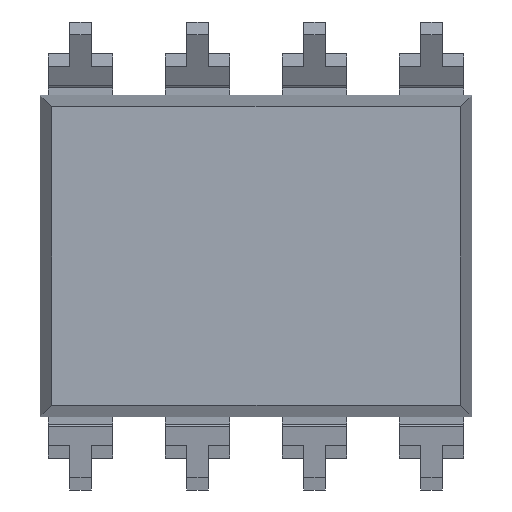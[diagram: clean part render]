
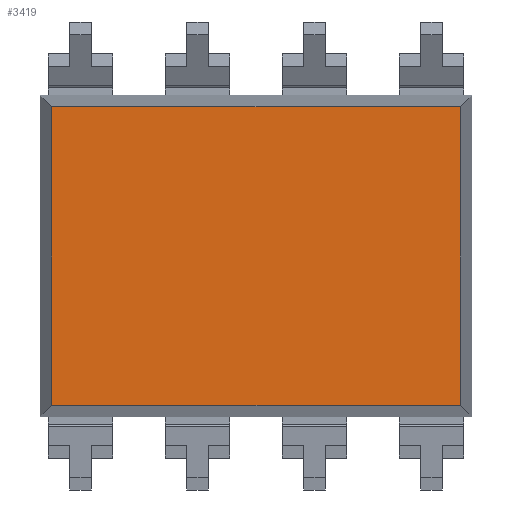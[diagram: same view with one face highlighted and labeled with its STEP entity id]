
A CAD part, front view. The second image highlights one B-rep face of the part: STEP entity #3419.
In plain terms, the highlighted planar face has unit normal (0, -1, 0).
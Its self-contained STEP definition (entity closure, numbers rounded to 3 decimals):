
#31 = PLANE ( 'NONE',  #406 ) ;
#50 = CARTESIAN_POINT ( 'NONE',  ( 0., 0.38, 0. ) ) ;
#203 = LINE ( 'NONE', #571, #901 ) ;
#208 = DIRECTION ( 'NONE',  ( -1., 0., 0. ) ) ;
#351 = CARTESIAN_POINT ( 'NONE',  ( 4.43, 0.38, 3.235 ) ) ;
#406 = AXIS2_PLACEMENT_3D ( 'NONE', #50, #943, #1839 ) ;
#539 = VERTEX_POINT ( 'NONE', #351 ) ;
#571 = CARTESIAN_POINT ( 'NONE',  ( 4.43, 0.38, -3.492 ) ) ;
#694 = EDGE_LOOP ( 'NONE', ( #951, #2965, #923, #2652 ) ) ;
#730 = CARTESIAN_POINT ( 'NONE',  ( 4.688, 0.38, 3.235 ) ) ;
#884 = DIRECTION ( 'NONE',  ( 1., 0., 0. ) ) ;
#901 = VECTOR ( 'NONE', #1463, 1000. ) ;
#923 = ORIENTED_EDGE ( 'NONE', *, *, #2442, .T. ) ;
#943 = DIRECTION ( 'NONE',  ( 0., -1., 0. ) ) ;
#951 = ORIENTED_EDGE ( 'NONE', *, *, #1178, .T. ) ;
#1178 = EDGE_CURVE ( 'NONE', #1948, #3110, #3738, .T. ) ;
#1331 = VERTEX_POINT ( 'NONE', #3622 ) ;
#1463 = DIRECTION ( 'NONE',  ( 0., 0., 1. ) ) ;
#1504 = VECTOR ( 'NONE', #884, 1000. ) ;
#1513 = CARTESIAN_POINT ( 'NONE',  ( -4.43, 0.38, 3.493 ) ) ;
#1548 = VECTOR ( 'NONE', #3598, 1000. ) ;
#1839 = DIRECTION ( 'NONE',  ( 0., 0., -1. ) ) ;
#1887 = EDGE_CURVE ( 'NONE', #3110, #539, #203, .T. ) ;
#1948 = VERTEX_POINT ( 'NONE', #2638 ) ;
#2008 = LINE ( 'NONE', #1513, #1548 ) ;
#2442 = EDGE_CURVE ( 'NONE', #539, #1331, #3828, .T. ) ;
#2638 = CARTESIAN_POINT ( 'NONE',  ( -4.43, 0.38, -3.235 ) ) ;
#2652 = ORIENTED_EDGE ( 'NONE', *, *, #2811, .T. ) ;
#2740 = VECTOR ( 'NONE', #208, 1000. ) ;
#2784 = FACE_OUTER_BOUND ( 'NONE', #694, .T. ) ;
#2811 = EDGE_CURVE ( 'NONE', #1331, #1948, #2008, .T. ) ;
#2868 = CARTESIAN_POINT ( 'NONE',  ( 4.43, 0.38, -3.235 ) ) ;
#2948 = CARTESIAN_POINT ( 'NONE',  ( -4.688, 0.38, -3.235 ) ) ;
#2965 = ORIENTED_EDGE ( 'NONE', *, *, #1887, .T. ) ;
#3110 = VERTEX_POINT ( 'NONE', #2868 ) ;
#3419 = ADVANCED_FACE ( 'NONE', ( #2784 ), #31, .T. ) ;
#3598 = DIRECTION ( 'NONE',  ( 0., 0., -1. ) ) ;
#3622 = CARTESIAN_POINT ( 'NONE',  ( -4.43, 0.38, 3.235 ) ) ;
#3738 = LINE ( 'NONE', #2948, #1504 ) ;
#3828 = LINE ( 'NONE', #730, #2740 ) ;
